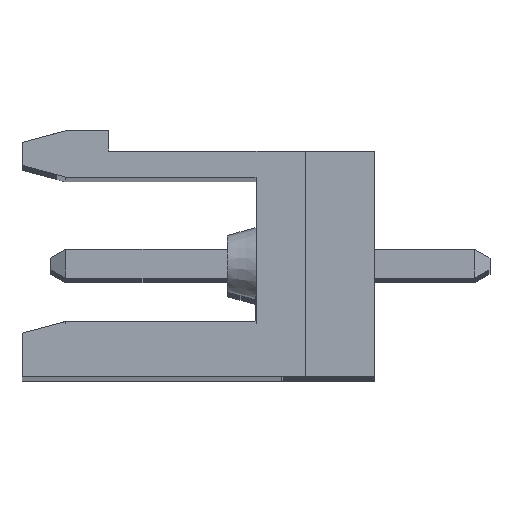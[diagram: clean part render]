
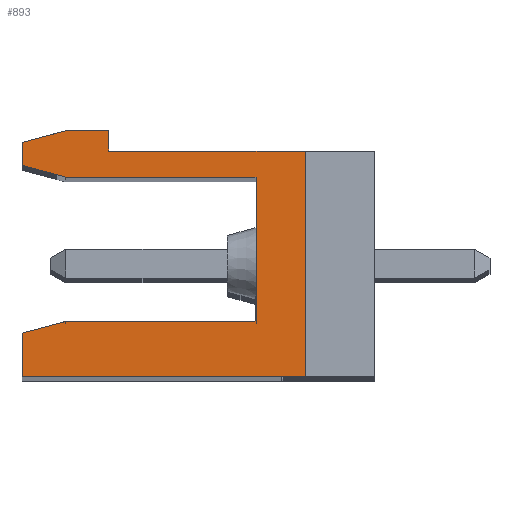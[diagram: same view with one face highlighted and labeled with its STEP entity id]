
A CAD part, top view. The second image highlights one B-rep face of the part: STEP entity #893.
In plain terms, the highlighted planar face has unit normal (0, 0, 1).
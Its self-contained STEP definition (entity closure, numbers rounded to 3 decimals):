
#893 = ADVANCED_FACE( '', ( #2458 ), #2459, .F. );
#2458 = FACE_OUTER_BOUND( '', #4752, .T. );
#2459 = PLANE( '', #4753 );
#4752 = EDGE_LOOP( '', ( #7378, #7379, #7380, #7381, #7382, #7383, #7384, #7385, #7386, #7387, #7388, #7389, #7390 ) );
#4753 = AXIS2_PLACEMENT_3D( '', #7391, #7392, #7393 );
#7378 = ORIENTED_EDGE( '', *, *, #13771, .T. );
#7379 = ORIENTED_EDGE( '', *, *, #13772, .T. );
#7380 = ORIENTED_EDGE( '', *, *, #13773, .F. );
#7381 = ORIENTED_EDGE( '', *, *, #13774, .T. );
#7382 = ORIENTED_EDGE( '', *, *, #13775, .F. );
#7383 = ORIENTED_EDGE( '', *, *, #13776, .F. );
#7384 = ORIENTED_EDGE( '', *, *, #13666, .F. );
#7385 = ORIENTED_EDGE( '', *, *, #13777, .F. );
#7386 = ORIENTED_EDGE( '', *, *, #13778, .F. );
#7387 = ORIENTED_EDGE( '', *, *, #13779, .F. );
#7388 = ORIENTED_EDGE( '', *, *, #13780, .F. );
#7389 = ORIENTED_EDGE( '', *, *, #13781, .F. );
#7390 = ORIENTED_EDGE( '', *, *, #13782, .T. );
#7391 = CARTESIAN_POINT( '', ( 336.953, 140.526, -19.2 ) );
#7392 = DIRECTION( '', ( 0., 0., -1. ) );
#7393 = DIRECTION( '', ( 0., -1., 0. ) );
#13666 = EDGE_CURVE( '', #16408, #16411, #16412, .T. );
#13771 = EDGE_CURVE( '', #16599, #16600, #16601, .T. );
#13772 = EDGE_CURVE( '', #16600, #16602, #16603, .T. );
#13773 = EDGE_CURVE( '', #16604, #16602, #16605, .T. );
#13774 = EDGE_CURVE( '', #16604, #16606, #16607, .T. );
#13775 = EDGE_CURVE( '', #16608, #16606, #16609, .T. );
#13776 = EDGE_CURVE( '', #16411, #16608, #16610, .T. );
#13777 = EDGE_CURVE( '', #16611, #16408, #16612, .T. );
#13778 = EDGE_CURVE( '', #16613, #16611, #16614, .T. );
#13779 = EDGE_CURVE( '', #16615, #16613, #16616, .T. );
#13780 = EDGE_CURVE( '', #16617, #16615, #16618, .T. );
#13781 = EDGE_CURVE( '', #16619, #16617, #16620, .T. );
#13782 = EDGE_CURVE( '', #16619, #16599, #16621, .T. );
#16408 = VERTEX_POINT( '', #20317 );
#16411 = VERTEX_POINT( '', #20321 );
#16412 = LINE( '', #20322, #20323 );
#16599 = VERTEX_POINT( '', #20597 );
#16600 = VERTEX_POINT( '', #20598 );
#16601 = LINE( '', #20599, #20600 );
#16602 = VERTEX_POINT( '', #20601 );
#16603 = LINE( '', #20602, #20603 );
#16604 = VERTEX_POINT( '', #20604 );
#16605 = LINE( '', #20605, #20606 );
#16606 = VERTEX_POINT( '', #20607 );
#16607 = LINE( '', #20608, #20609 );
#16608 = VERTEX_POINT( '', #20610 );
#16609 = LINE( '', #20611, #20612 );
#16610 = LINE( '', #20613, #20614 );
#16611 = VERTEX_POINT( '', #20615 );
#16612 = LINE( '', #20616, #20617 );
#16613 = VERTEX_POINT( '', #20618 );
#16614 = LINE( '', #20619, #20620 );
#16615 = VERTEX_POINT( '', #20621 );
#16616 = LINE( '', #20622, #20623 );
#16617 = VERTEX_POINT( '', #20624 );
#16618 = LINE( '', #20625, #20626 );
#16619 = VERTEX_POINT( '', #20627 );
#16620 = LINE( '', #20628, #20629 );
#16621 = LINE( '', #20630, #20631 );
#20317 = CARTESIAN_POINT( '', ( 343.953, 139.726, -19.2 ) );
#20321 = CARTESIAN_POINT( '', ( 343.953, 131.926, -19.2 ) );
#20322 = CARTESIAN_POINT( '', ( 343.953, 131.926, -19.2 ) );
#20323 = VECTOR( '', #25464, 1000. );
#20597 = CARTESIAN_POINT( '', ( 335.646, 138.826, -19.2 ) );
#20598 = CARTESIAN_POINT( '', ( 342.253, 138.826, -19.2 ) );
#20599 = CARTESIAN_POINT( '', ( 336.953, 138.826, -19.2 ) );
#20600 = VECTOR( '', #25552, 1000. );
#20601 = CARTESIAN_POINT( '', ( 342.253, 133.826, -19.2 ) );
#20602 = CARTESIAN_POINT( '', ( 342.253, 140.526, -19.2 ) );
#20603 = VECTOR( '', #25553, 1000. );
#20604 = CARTESIAN_POINT( '', ( 335.653, 133.826, -19.2 ) );
#20605 = CARTESIAN_POINT( '', ( 336.953, 133.826, -19.2 ) );
#20606 = VECTOR( '', #25554, 1000. );
#20607 = CARTESIAN_POINT( '', ( 334.153, 133.424, -19.2 ) );
#20608 = CARTESIAN_POINT( '', ( 334.153, 133.424, -19.2 ) );
#20609 = VECTOR( '', #25555, 1000. );
#20610 = CARTESIAN_POINT( '', ( 334.153, 131.926, -19.2 ) );
#20611 = CARTESIAN_POINT( '', ( 334.153, 140.126, -19.2 ) );
#20612 = VECTOR( '', #25556, 1000. );
#20613 = CARTESIAN_POINT( '', ( 333.953, 131.926, -19.2 ) );
#20614 = VECTOR( '', #25557, 1000. );
#20615 = CARTESIAN_POINT( '', ( 337.153, 139.726, -19.2 ) );
#20616 = CARTESIAN_POINT( '', ( 343.753, 139.726, -19.2 ) );
#20617 = VECTOR( '', #25558, 1000. );
#20618 = CARTESIAN_POINT( '', ( 337.153, 140.426, -19.2 ) );
#20619 = CARTESIAN_POINT( '', ( 337.153, 140.026, -19.2 ) );
#20620 = VECTOR( '', #25559, 1000. );
#20621 = CARTESIAN_POINT( '', ( 335.646, 140.426, -19.2 ) );
#20622 = CARTESIAN_POINT( '', ( 337.153, 140.426, -19.2 ) );
#20623 = VECTOR( '', #25560, 1000. );
#20624 = CARTESIAN_POINT( '', ( 334.153, 140.026, -19.2 ) );
#20625 = CARTESIAN_POINT( '', ( 335.646, 140.426, -19.2 ) );
#20626 = VECTOR( '', #25561, 1000. );
#20627 = CARTESIAN_POINT( '', ( 334.153, 139.226, -19.2 ) );
#20628 = CARTESIAN_POINT( '', ( 334.153, 140.126, -19.2 ) );
#20629 = VECTOR( '', #25562, 1000. );
#20630 = CARTESIAN_POINT( '', ( 336.44, 138.613, -19.2 ) );
#20631 = VECTOR( '', #25563, 1000. );
#25464 = DIRECTION( '', ( 0., -1., 0. ) );
#25552 = DIRECTION( '', ( 1., 0., 0. ) );
#25553 = DIRECTION( '', ( 0., -1., 0. ) );
#25554 = DIRECTION( '', ( 1., 0., 0. ) );
#25555 = DIRECTION( '', ( -0.966, -0.259, 0. ) );
#25556 = DIRECTION( '', ( 0., 1., 0. ) );
#25557 = DIRECTION( '', ( -1., 0., 0. ) );
#25558 = DIRECTION( '', ( 1., 0., 0. ) );
#25559 = DIRECTION( '', ( 0., -1., 0. ) );
#25560 = DIRECTION( '', ( 1., 0., 0. ) );
#25561 = DIRECTION( '', ( 0.966, 0.259, 0. ) );
#25562 = DIRECTION( '', ( 0., 1., 0. ) );
#25563 = DIRECTION( '', ( 0.966, -0.259, 0. ) );
